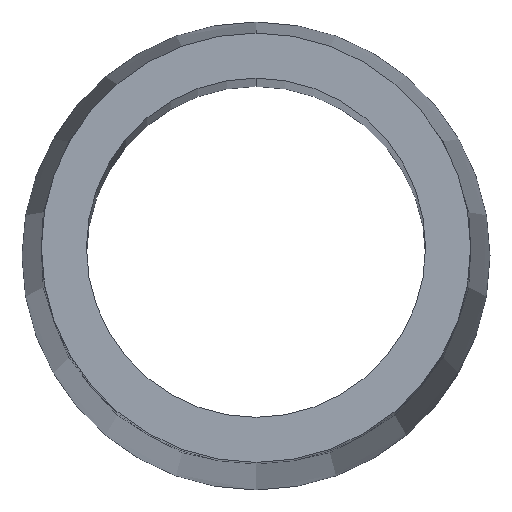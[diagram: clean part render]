
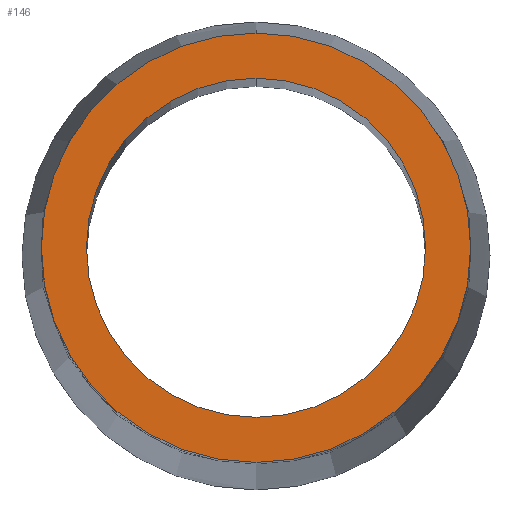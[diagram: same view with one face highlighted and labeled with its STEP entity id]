
A CAD part, top view. The second image highlights one B-rep face of the part: STEP entity #146.
In plain terms, the highlighted planar face has unit normal (0, 0, 1).
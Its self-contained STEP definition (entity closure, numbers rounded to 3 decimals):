
#42=CARTESIAN_POINT('Vertex',(0.,-6.35,558.8)) ;
#45=CARTESIAN_POINT('Axis2P3D Location',(0.,0.,558.8)) ;
#49=CARTESIAN_POINT('Vertex',(0.,6.35,558.8)) ;
#102=CARTESIAN_POINT('Axis2P3D Location',(0.,0.,558.8)) ;
#119=CARTESIAN_POINT('Axis2P3D Location',(0.,6.35,558.8)) ;
#128=CARTESIAN_POINT('Axis2P3D Location',(0.,0.,558.8)) ;
#132=CARTESIAN_POINT('Vertex',(0.,5.017,558.8)) ;
#134=CARTESIAN_POINT('Vertex',(0.,-5.017,558.8)) ;
#137=CARTESIAN_POINT('Axis2P3D Location',(0.,0.,558.8)) ;
#46=DIRECTION('Axis2P3D Direction',(0.,0.,1.)) ;
#103=DIRECTION('Axis2P3D Direction',(0.,0.,1.)) ;
#120=DIRECTION('Axis2P3D Direction',(0.,0.,1.)) ;
#121=DIRECTION('Axis2P3D XDirection',(1.,0.,0.)) ;
#129=DIRECTION('Axis2P3D Direction',(0.,0.,1.)) ;
#138=DIRECTION('Axis2P3D Direction',(0.,0.,1.)) ;
#47=AXIS2_PLACEMENT_3D('Circle Axis2P3D',#45,#46,$) ;
#104=AXIS2_PLACEMENT_3D('Circle Axis2P3D',#102,#103,$) ;
#122=AXIS2_PLACEMENT_3D('Plane Axis2P3D',#119,#120,#121) ;
#130=AXIS2_PLACEMENT_3D('Circle Axis2P3D',#128,#129,$) ;
#139=AXIS2_PLACEMENT_3D('Circle Axis2P3D',#137,#138,$) ;
#48=CIRCLE('generated circle',#47,6.35) ;
#105=CIRCLE('generated circle',#104,6.35) ;
#131=CIRCLE('generated circle',#130,5.017) ;
#140=CIRCLE('generated circle',#139,5.017) ;
#123=PLANE('',#122) ;
#145=FACE_BOUND('',#142,.T.) ;
#51=EDGE_CURVE('',#50,#43,#48,.T.) ;
#106=EDGE_CURVE('',#43,#50,#105,.T.) ;
#136=EDGE_CURVE('',#133,#135,#131,.T.) ;
#141=EDGE_CURVE('',#135,#133,#140,.T.) ;
#125=ORIENTED_EDGE('',*,*,#51,.T.) ;
#126=ORIENTED_EDGE('',*,*,#106,.T.) ;
#143=ORIENTED_EDGE('',*,*,#136,.F.) ;
#144=ORIENTED_EDGE('',*,*,#141,.F.) ;
#124=EDGE_LOOP('',(#125,#126)) ;
#142=EDGE_LOOP('',(#143,#144)) ;
#43=VERTEX_POINT('',#42) ;
#50=VERTEX_POINT('',#49) ;
#133=VERTEX_POINT('',#132) ;
#135=VERTEX_POINT('',#134) ;
#146=ADVANCED_FACE('PartBody',(#127,#145),#123,.T.) ;
#127=FACE_OUTER_BOUND('',#124,.T.) ;
